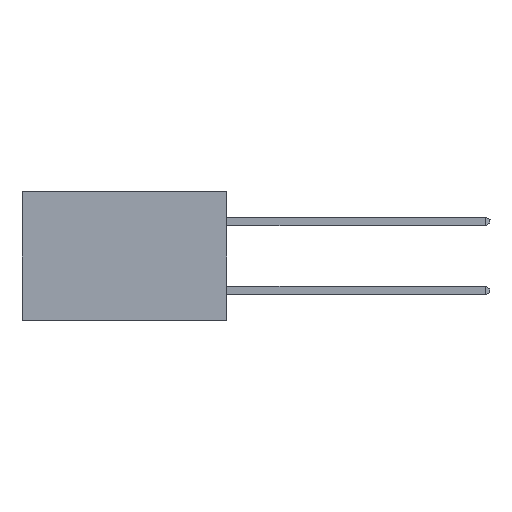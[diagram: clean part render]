
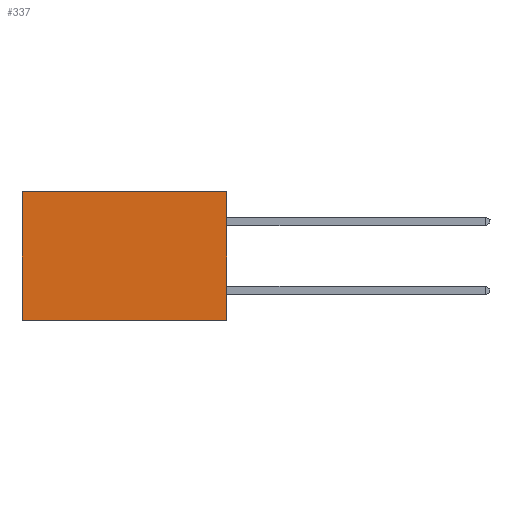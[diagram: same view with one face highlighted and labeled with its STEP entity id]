
A CAD part, left-side view. The second image highlights one B-rep face of the part: STEP entity #337.
In plain terms, the highlighted planar face has unit normal (-1, 0, 0).
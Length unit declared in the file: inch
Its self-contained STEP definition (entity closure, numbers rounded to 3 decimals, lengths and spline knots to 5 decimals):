
#43 = CARTESIAN_POINT ( 'NONE',  ( 0.277, 0., 0. ) ) ;
#337 = ADVANCED_FACE ( 'NONE', ( #3984 ), #15627, .F. ) ;
#2327 = ORIENTED_EDGE ( 'NONE', *, *, #14367, .T. ) ;
#2614 = ORIENTED_EDGE ( 'NONE', *, *, #17590, .F. ) ;
#3984 = FACE_OUTER_BOUND ( 'NONE', #6831, .T. ) ;
#4192 = VECTOR ( 'NONE', #19551, 39.37008 ) ;
#4715 = ORIENTED_EDGE ( 'NONE', *, *, #21157, .F. ) ;
#5160 = VERTEX_POINT ( 'NONE', #10146 ) ;
#5270 = DIRECTION ( 'NONE',  ( 0., 0., -1. ) ) ;
#5331 = CARTESIAN_POINT ( 'NONE',  ( 0.277, 0.59, -0.37 ) ) ;
#5744 = CARTESIAN_POINT ( 'NONE',  ( 0.277, 0., -0.37 ) ) ;
#6594 = LINE ( 'NONE', #7899, #4192 ) ;
#6831 = EDGE_LOOP ( 'NONE', ( #2327, #4715, #2614, #8820 ) ) ;
#6925 = CARTESIAN_POINT ( 'NONE',  ( 0.277, 0.59, -0.37 ) ) ;
#7261 = VERTEX_POINT ( 'NONE', #5331 ) ;
#7312 = VECTOR ( 'NONE', #15800, 39.37008 ) ;
#7347 = EDGE_CURVE ( 'NONE', #5160, #20291, #10413, .T. ) ;
#7750 = CARTESIAN_POINT ( 'NONE',  ( 0.277, 0., -0.37 ) ) ;
#7899 = CARTESIAN_POINT ( 'NONE',  ( 0.277, 0., -0.37 ) ) ;
#8374 = LINE ( 'NONE', #6925, #12318 ) ;
#8820 = ORIENTED_EDGE ( 'NONE', *, *, #7347, .T. ) ;
#9008 = CARTESIAN_POINT ( 'NONE',  ( 0.277, 0., -0.37 ) ) ;
#10146 = CARTESIAN_POINT ( 'NONE',  ( 0.277, 0., 0. ) ) ;
#10312 = AXIS2_PLACEMENT_3D ( 'NONE', #7750, #18362, #14339 ) ;
#10413 = LINE ( 'NONE', #43, #19261 ) ;
#12318 = VECTOR ( 'NONE', #5270, 39.37008 ) ;
#14339 = DIRECTION ( 'NONE',  ( 0., 0., -1. ) ) ;
#14367 = EDGE_CURVE ( 'NONE', #20291, #7261, #8374, .T. ) ;
#15627 = PLANE ( 'NONE',  #10312 ) ;
#15777 = DIRECTION ( 'NONE',  ( 0., 1., 0. ) ) ;
#15800 = DIRECTION ( 'NONE',  ( 0., 0., -1. ) ) ;
#16226 = VERTEX_POINT ( 'NONE', #9008 ) ;
#16727 = LINE ( 'NONE', #5744, #7312 ) ;
#17502 = CARTESIAN_POINT ( 'NONE',  ( 0.277, 0.59, 0. ) ) ;
#17590 = EDGE_CURVE ( 'NONE', #5160, #16226, #16727, .T. ) ;
#18362 = DIRECTION ( 'NONE',  ( 1., 0., 0. ) ) ;
#19261 = VECTOR ( 'NONE', #15777, 39.37008 ) ;
#19551 = DIRECTION ( 'NONE',  ( 0., 1., 0. ) ) ;
#20291 = VERTEX_POINT ( 'NONE', #17502 ) ;
#21157 = EDGE_CURVE ( 'NONE', #16226, #7261, #6594, .T. ) ;
